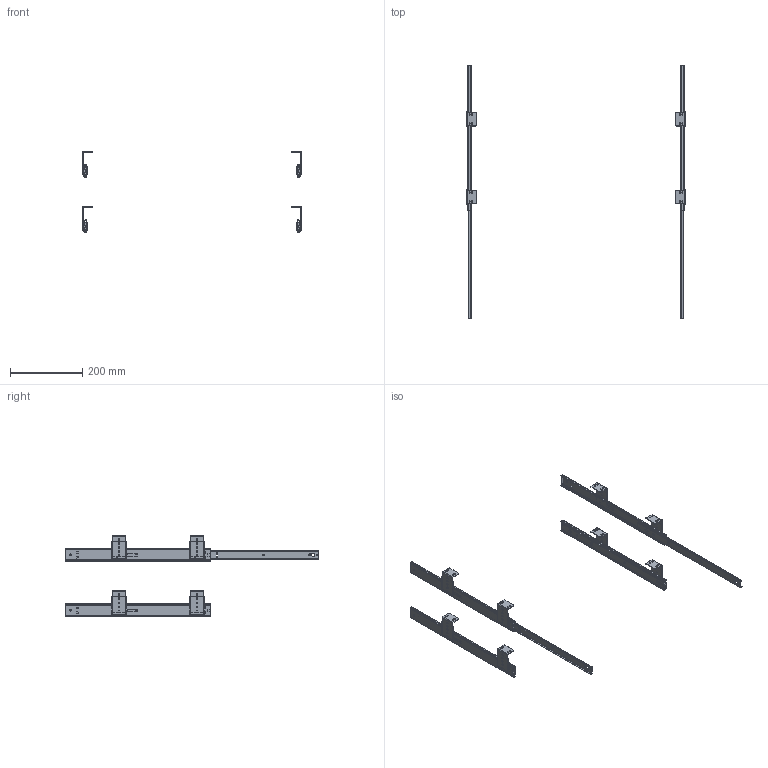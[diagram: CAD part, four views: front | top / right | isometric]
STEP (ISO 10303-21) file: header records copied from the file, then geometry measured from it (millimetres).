
FILE_DESCRIPTION( ( 'Unknown' ), '1' );
FILE_NAME( '23021-16吋.stp', 'Unknown', ( 'Unknown' ), ( 'Unknown' ), 'PSStep 14.0', 'Unknown', ' ' );
FILE_SCHEMA( ( 'AUTOMOTIVE_DESIGN { 1 0 10303 214 1 1 1 1 }' ) );
Length unit declared in the file: millimetre
Products named in the file (10): ; L型托片 W-005-A-0-03; U型焊片 W-004-A-0-04; U+L片組立_mir1; U型焊片 W-004-A-0-04_mir2; U+L片組立_mir; Assem1; ; ; 23021-16吋外框_mir
Assembly tree (26 placements, depth 3):
  Assem1
    U型焊片 W-004-A-0-04  x2
    L型托片 W-005-A-0-03  x4
    x2
    x4
    U型焊片 W-004-A-0-04_mir2  x2
    23021-16吋外框_mir  x2
    x2
      L型托片 W-005-A-0-03
      U型焊片 W-004-A-0-04
    U+L片組立_mir
      L型托片 W-005-A-0-03
      U型焊片 W-004-A-0-04_mir2
    U+L片組立_mir1
      L型托片 W-005-A-0-03
      U型焊片 W-004-A-0-04_mir2
Bounding box: 608 x 703.4 x 224.83 mm (x, y, z)
Volume: 269357.6 mm3; surface area: 363395.1 mm2
Topology: 24 solids, 24 shells, 960 faces, 2648 edges, 1796 vertices
Faces by surface type: plane 572, cylinder 388
Full cylindrical faces by diameter (mm): 1.35 x8, 2.2 x8, 2.4 x16, 3.1 x32, 3.2 x4, 3.3 x8, 4.2 x16, 4.4 x32, 9.5 x4
Entity records: 11790 total; most frequent: DIRECTION 1608, CARTESIAN_POINT 1596, ORIENTED_EDGE 1504, EDGE_CURVE 752, LINE 540, VECTOR 540, AXIS2_PLACEMENT_3D 534, VERTEX_POINT 522
